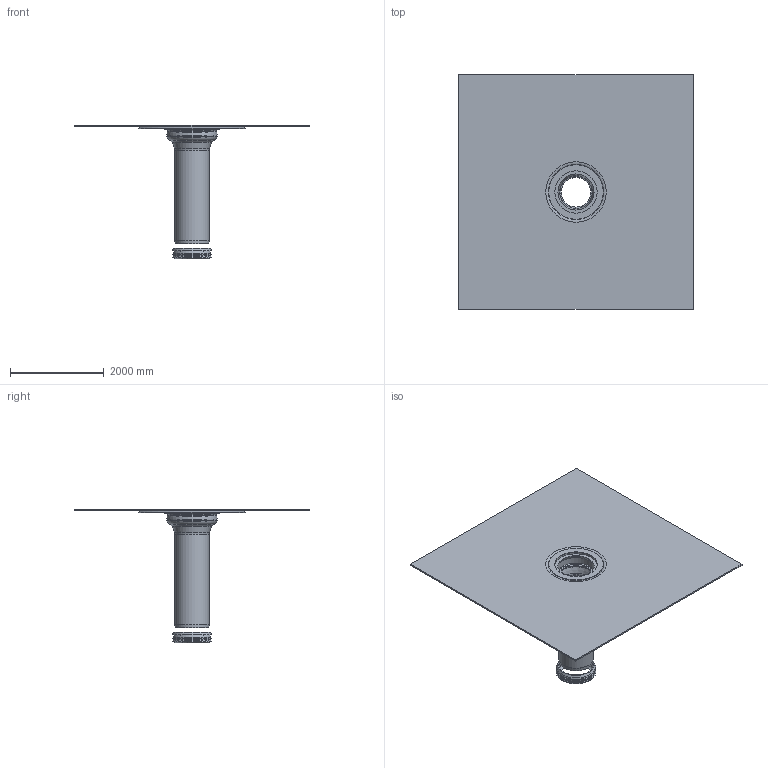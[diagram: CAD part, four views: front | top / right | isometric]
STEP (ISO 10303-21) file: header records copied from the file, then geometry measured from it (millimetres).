
FILE_DESCRIPTION(/* description */ (''),/* implementation_level */ '2;1');
FILE_NAME(/* name */ '15205.000X_3D.stp',/* time_stamp */ '2024-12-11T14:55:13+01:00',/* author */ ('CAD'),/* organization */ (''),/* preprocessor_version */ 'ST-DEVELOPER v20',/* originating_system */ 'AutoCAD Mechanical',/* authorisation */ '');
FILE_SCHEMA (('AUTOMOTIVE_DESIGN { 1 0 10303 214 3 1 1 }'));
Length unit declared in the file: centimetre
Products named in the file (1): Product
Bounding box: 5000 x 5000 x 2845 mm (x, y, z)
Volume: 978519008 mm3; surface area: 74286115.5 mm2
Topology: 5 solids, 5 shells, 123 faces, 281 edges, 175 vertices
Faces by surface type: torus 44, cone 40, plane 21, cylinder 17, bspline 1
Full cylindrical faces by diameter (mm): 630 x1, 698 x1, 730 x2, 770 x2, 800 x2, 810 x1, 828 x1, 885 x1, 901 x1, 905 x1, 920 x1, 965 x2, 1010 x1
Entity records: 3699 total; most frequent: DIRECTION 739, CARTESIAN_POINT 660, ORIENTED_EDGE 562, AXIS2_PLACEMENT_3D 335, EDGE_CURVE 281, CIRCLE 211, VERTEX_POINT 175, EDGE_LOOP 148
